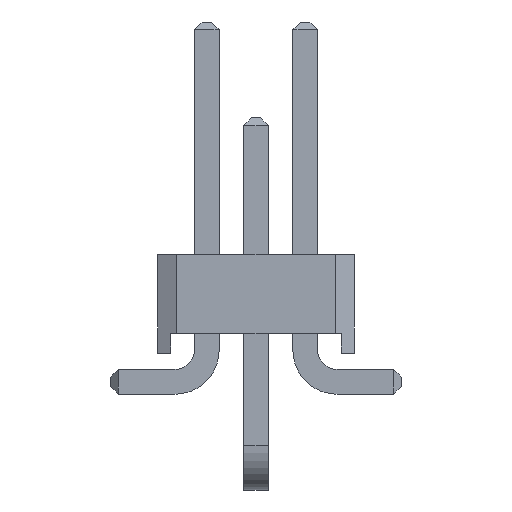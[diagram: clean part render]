
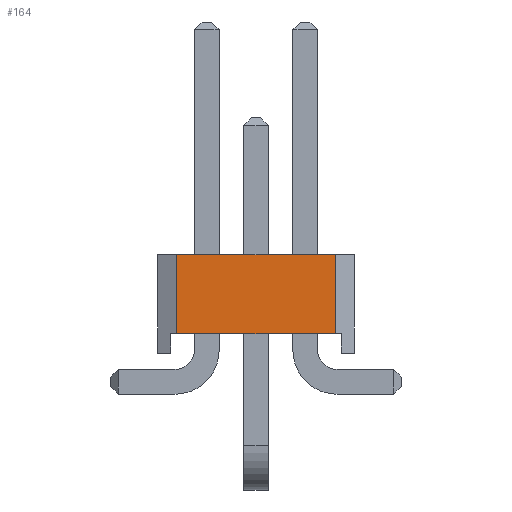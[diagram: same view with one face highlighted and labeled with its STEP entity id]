
A CAD part, left-side view. The second image highlights one B-rep face of the part: STEP entity #164.
In plain terms, the highlighted planar face has unit normal (-1, 0, 0).
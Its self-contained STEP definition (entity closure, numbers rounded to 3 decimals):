
#164 = ADVANCED_FACE( '', ( #459 ), #460, .T. );
#459 = FACE_OUTER_BOUND( '', #909, .T. );
#460 = PLANE( '', #910 );
#909 = EDGE_LOOP( '', ( #1363, #1364, #1365, #1366 ) );
#910 = AXIS2_PLACEMENT_3D( '', #1367, #1368, #1369 );
#1363 = ORIENTED_EDGE( '', *, *, #2623, .F. );
#1364 = ORIENTED_EDGE( '', *, *, #2624, .T. );
#1365 = ORIENTED_EDGE( '', *, *, #2625, .T. );
#1366 = ORIENTED_EDGE( '', *, *, #2626, .T. );
#1367 = CARTESIAN_POINT( '', ( -7.62, -2.54, -1.27 ) );
#1368 = DIRECTION( '', ( -1., 0., 0. ) );
#1369 = DIRECTION( '', ( 0., 0., 1. ) );
#2623 = EDGE_CURVE( '', #3123, #3124, #3125, .T. );
#2624 = EDGE_CURVE( '', #3123, #3126, #3127, .T. );
#2625 = EDGE_CURVE( '', #3126, #3128, #3129, .T. );
#2626 = EDGE_CURVE( '', #3128, #3124, #3130, .T. );
#3123 = VERTEX_POINT( '', #3867 );
#3124 = VERTEX_POINT( '', #3868 );
#3125 = LINE( '', #3869, #3870 );
#3126 = VERTEX_POINT( '', #3871 );
#3127 = LINE( '', #3872, #3873 );
#3128 = VERTEX_POINT( '', #3874 );
#3129 = LINE( '', #3875, #3876 );
#3130 = LINE( '', #3877, #3878 );
#3867 = CARTESIAN_POINT( '', ( -7.62, 2.04, -0.77 ) );
#3868 = CARTESIAN_POINT( '', ( -7.62, 2.04, 1.27 ) );
#3869 = CARTESIAN_POINT( '', ( -7.62, 2.04, -15.228 ) );
#3870 = VECTOR( '', #4976, 1000. );
#3871 = CARTESIAN_POINT( '', ( -7.62, -2.04, -0.77 ) );
#3872 = CARTESIAN_POINT( '', ( -7.62, -2.54, -0.77 ) );
#3873 = VECTOR( '', #4977, 1000. );
#3874 = CARTESIAN_POINT( '', ( -7.62, -2.04, 1.27 ) );
#3875 = CARTESIAN_POINT( '', ( -7.62, -2.04, -15.228 ) );
#3876 = VECTOR( '', #4978, 1000. );
#3877 = CARTESIAN_POINT( '', ( -7.62, -2.54, 1.27 ) );
#3878 = VECTOR( '', #4979, 1000. );
#4976 = DIRECTION( '', ( 0., 0., 1. ) );
#4977 = DIRECTION( '', ( 0., -1., 0. ) );
#4978 = DIRECTION( '', ( 0., 0., 1. ) );
#4979 = DIRECTION( '', ( 0., 1., 0. ) );
